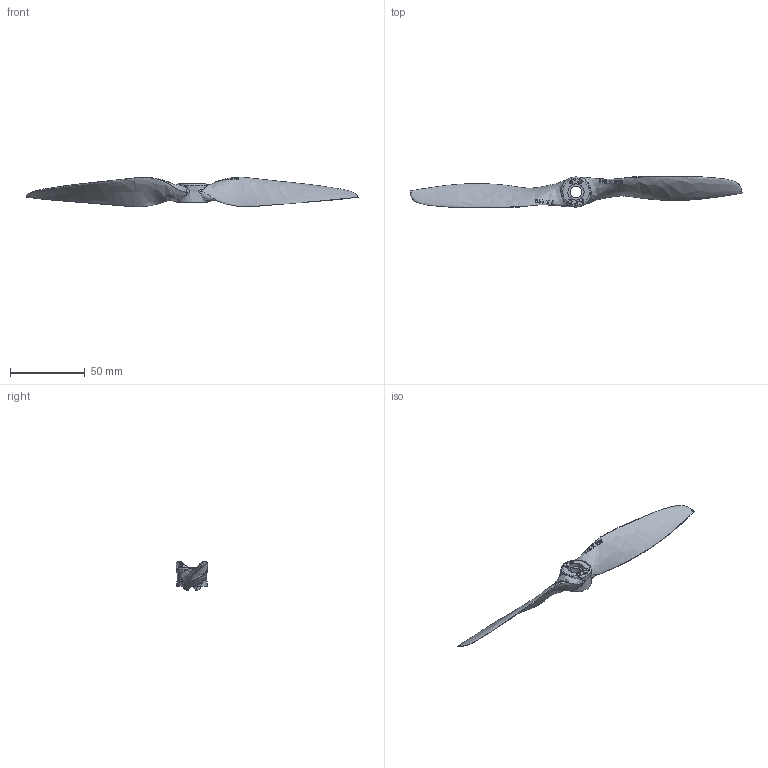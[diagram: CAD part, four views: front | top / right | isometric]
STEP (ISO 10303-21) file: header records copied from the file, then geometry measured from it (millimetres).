
FILE_DESCRIPTION(('FreeCAD Model'),'2;1');
FILE_NAME('Open CASCADE Shape Model','2025-04-27T16:21:32',('FreeCAD'),( 'FreeCAD'),'Open CASCADE STEP processor 7.6','FreeCAD','Unknown');
FILE_SCHEMA(('AUTOMOTIVE_DESIGN { 1 0 10303 214 1 1 1 1 }'));
Length unit declared in the file: millimetre
Products named in the file (1): Open CASCADE STEP translator 7.6 1
Bounding box: 222.03 x 21.37 x 19.7 mm (x, y, z)
Volume: 11796.8 mm3; surface area: 9515.5 mm2
Topology: 1 solids, 1 shells, 244 faces, 678 edges, 450 vertices
Faces by surface type: bspline 244
Entity records: 21085 total; most frequent: CARTESIAN_POINT 16943, ORIENTED_EDGE 1344, EDGE_CURVE 672, B_SPLINE_CURVE_WITH_KNOTS 647, VERTEX_POINT 450, FACE_BOUND 266, EDGE_LOOP 266, ADVANCED_FACE 244
